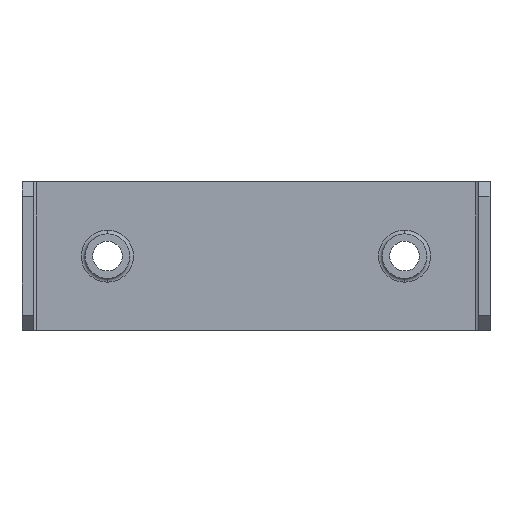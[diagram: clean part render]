
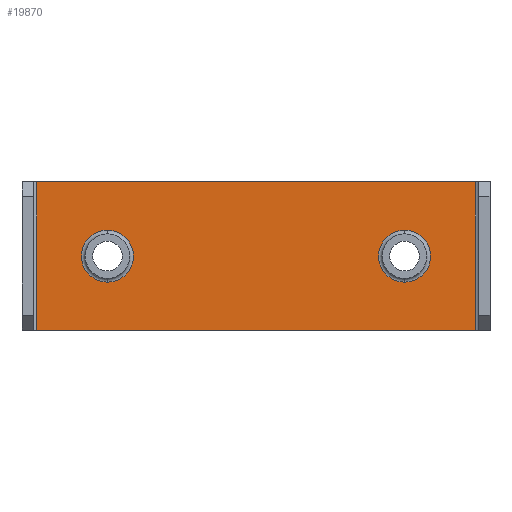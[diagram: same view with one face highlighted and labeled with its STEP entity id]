
A CAD part, top view. The second image highlights one B-rep face of the part: STEP entity #19870.
In plain terms, the highlighted planar face has unit normal (0, 0, 1).
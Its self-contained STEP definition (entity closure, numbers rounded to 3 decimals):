
#2100=CARTESIAN_POINT('',(-54.,28.4,-13.2));
#2110=VERTEX_POINT('',#2100);
#2770=CARTESIAN_POINT('',(5.,28.4,-13.2));
#2780=VERTEX_POINT('',#2770);
#2810=CARTESIAN_POINT('',(-43.,28.4,-13.2));
#2820=DIRECTION('',(1.,0.,0.));
#2830=VECTOR('',#2820,1.);
#2840=LINE('',#2810,#2830);
#2850=EDGE_CURVE('',#2110,#2780,#2840,.T.);
#3660=CARTESIAN_POINT('',(-4.5,18.4,-13.2));
#3670=DIRECTION('',(0.,0.,-1.));
#3680=DIRECTION('',(0.,1.,0.));
#3690=AXIS2_PLACEMENT_3D('',#3660,#3670,#3680);
#3700=CIRCLE('',#3690,3.5);
#3710=CARTESIAN_POINT('',(-1.,18.4,-13.2));
#3720=VERTEX_POINT('',#3710);
#3730=CARTESIAN_POINT('',(-4.5,14.9,-13.2));
#3740=VERTEX_POINT('',#3730);
#3750=EDGE_CURVE('',#3720,#3740,#3700,.T.);
#4040=CARTESIAN_POINT('',(-4.5,21.9,-13.2));
#4050=VERTEX_POINT('',#4040);
#4080=EDGE_CURVE('',#4050,#3720,#3700,.T.);
#5450=CARTESIAN_POINT('',(-44.5,18.4,-13.2));
#5460=DIRECTION('',(0.,0.,-1.));
#5470=DIRECTION('',(0.,1.,0.));
#5480=AXIS2_PLACEMENT_3D('',#5450,#5460,#5470);
#5490=CIRCLE('',#5480,3.5);
#5500=CARTESIAN_POINT('',(-41.,18.4,-13.2));
#5510=VERTEX_POINT('',#5500);
#5520=CARTESIAN_POINT('',(-44.5,14.9,-13.2));
#5530=VERTEX_POINT('',#5520);
#5540=EDGE_CURVE('',#5510,#5530,#5490,.T.);
#5830=CARTESIAN_POINT('',(-44.5,21.9,-13.2));
#5840=VERTEX_POINT('',#5830);
#5870=EDGE_CURVE('',#5840,#5510,#5490,.T.);
#19370=CARTESIAN_POINT('',(5.,8.4,-13.2));
#19380=VERTEX_POINT('',#19370);
#19410=CARTESIAN_POINT('',(5.,22.324,-13.2));
#19420=DIRECTION('',(0.,-1.,0.));
#19430=VECTOR('',#19420,1.);
#19440=LINE('',#19410,#19430);
#19450=EDGE_CURVE('',#2780,#19380,#19440,.T.);
#19520=CARTESIAN_POINT('',(-37.456,49.882,-13.2));
#19530=DIRECTION('',(0.,0.,-1.));
#19540=DIRECTION('',(1.,0.,0.));
#19550=AXIS2_PLACEMENT_3D('',#19520,#19530,#19540);
#19560=PLANE('',#19550);
#19570=CARTESIAN_POINT('',(-54.,22.324,-13.2));
#19580=DIRECTION('',(0.,-1.,0.));
#19590=VECTOR('',#19580,1.);
#19600=LINE('',#19570,#19590);
#19610=CARTESIAN_POINT('',(-54.,8.4,-13.2));
#19620=VERTEX_POINT('',#19610);
#19630=EDGE_CURVE('',#2110,#19620,#19600,.T.);
#19640=ORIENTED_EDGE('',*,*,#19630,.T.);
#19650=ORIENTED_EDGE('',*,*,#2850,.F.);
#19660=ORIENTED_EDGE('',*,*,#19450,.F.);
#19670=CARTESIAN_POINT('',(-43.,8.4,-13.2));
#19680=DIRECTION('',(-1.,0.,0.));
#19690=VECTOR('',#19680,1.);
#19700=LINE('',#19670,#19690);
#19710=EDGE_CURVE('',#19380,#19620,#19700,.T.);
#19720=ORIENTED_EDGE('',*,*,#19710,.F.);
#19730=EDGE_LOOP('',(#19720,#19660,#19650,#19640));
#19740=FACE_OUTER_BOUND('',#19730,.T.);
#19750=EDGE_CURVE('',#3740,#4050,#3700,.T.);
#19760=ORIENTED_EDGE('',*,*,#19750,.T.);
#19770=ORIENTED_EDGE('',*,*,#3750,.T.);
#19780=ORIENTED_EDGE('',*,*,#4080,.T.);
#19790=EDGE_LOOP('',(#19780,#19770,#19760));
#19800=FACE_BOUND('',#19790,.T.);
#19810=EDGE_CURVE('',#5530,#5840,#5490,.T.);
#19820=ORIENTED_EDGE('',*,*,#19810,.T.);
#19830=ORIENTED_EDGE('',*,*,#5540,.T.);
#19840=ORIENTED_EDGE('',*,*,#5870,.T.);
#19850=EDGE_LOOP('',(#19840,#19830,#19820));
#19860=FACE_BOUND('',#19850,.T.);
#19870=ADVANCED_FACE('',(#19740,#19800,#19860),#19560,.F.);
